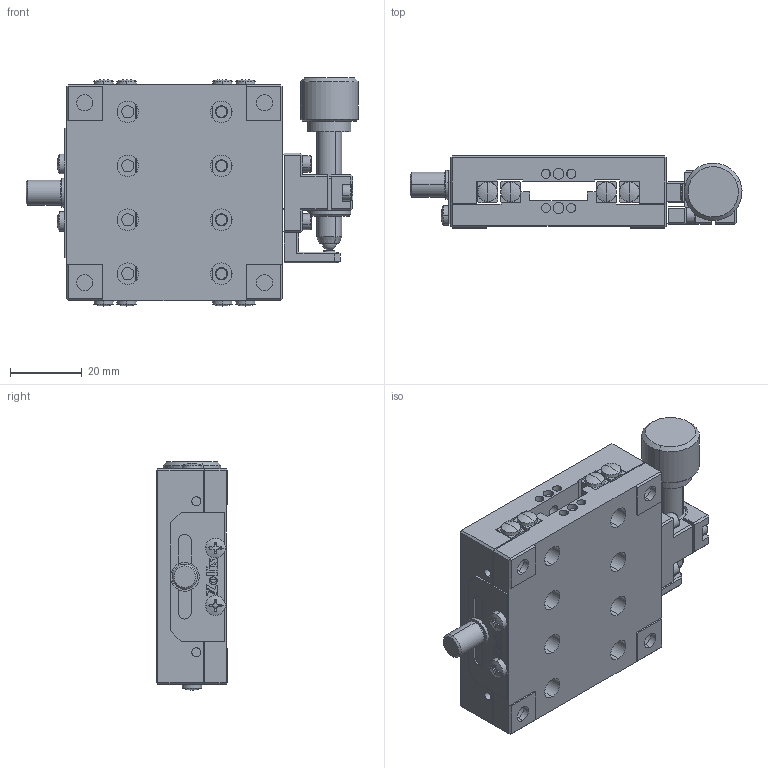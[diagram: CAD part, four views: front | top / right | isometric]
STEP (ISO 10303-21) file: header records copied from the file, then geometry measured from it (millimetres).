
FILE_DESCRIPTION (( 'STEP AP203' ), '1' );
FILE_NAME ('AK13-6020SR.step', '2019-05-08T06:24:36', ( '' ), ( '' ), 'SwSTEP 2.0', 'SolidWorks 2017', '' );
FILE_SCHEMA (( 'CONFIG_CONTROL_DESIGN' ));
Length unit declared in the file: millimetre
Products named in the file (1): AK13-6020SR
Bounding box: 92.29 x 20 x 63.43 mm (x, y, z)
Surface area: 31775.6 mm2 (no closed solid volume)
Topology: 0 solids, 32 shells, 682 faces, 2256 edges, 1513 vertices
Faces by surface type: plane 434, cylinder 144, cone 56, torus 26, bspline 16, sphere 6
Entity records: 24547 total; most frequent: CARTESIAN_POINT 4811, DIRECTION 4215, ORIENTED_EDGE 3660, EDGE_CURVE 2209, VERTEX_POINT 1510, VECTOR 1455, LINE 1455, AXIS2_PLACEMENT_3D 1380
